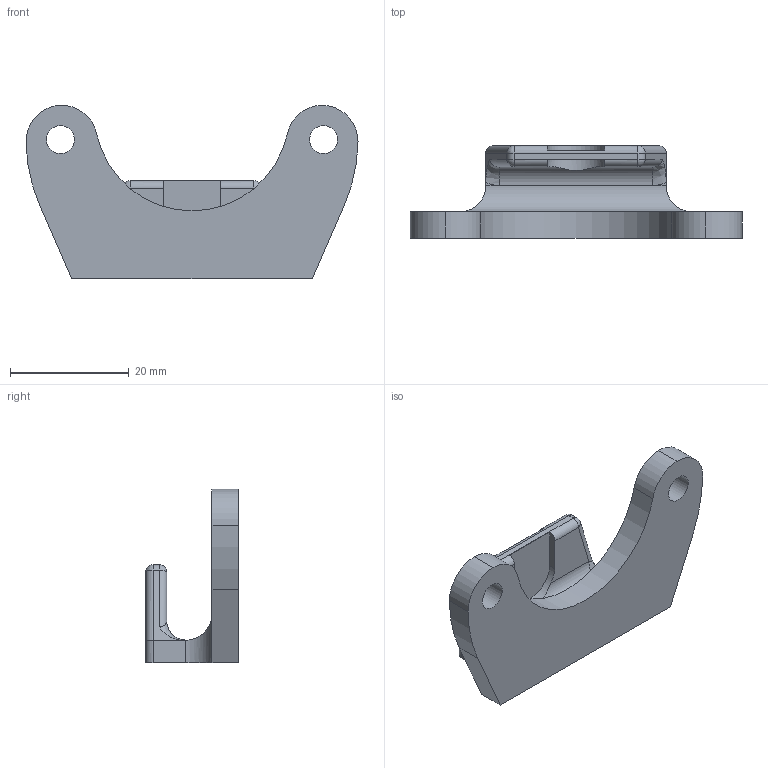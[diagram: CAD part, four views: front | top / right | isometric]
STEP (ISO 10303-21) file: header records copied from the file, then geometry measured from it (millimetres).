
FILE_DESCRIPTION(/* description */ (''),/* implementation_level */ '2;1');
FILE_NAME(/* name */ 'cameramount_new.stp',/* time_stamp */ '2016-10-08T20:33:48-07:00',/* author */ ('Troy'),/* organization */ (''),/* preprocessor_version */ 'ST-DEVELOPER v16.5',/* originating_system */ 'Autodesk Inventor 2017',/* authorisation */ '');
FILE_SCHEMA (('AUTOMOTIVE_DESIGN { 1 0 10303 214 3 1 1 }'));
Length unit declared in the file: inch
Products named in the file (1): cameramount
Bounding box: 55.88 x 15.62 x 29.21 mm (x, y, z)
Volume: 6778.2 mm3; surface area: 4205.3 mm2
Topology: 1 solids, 1 shells, 52 faces, 130 edges, 80 vertices
Faces by surface type: cylinder 25, plane 21, sphere 4, bspline 2
Full cylindrical faces by diameter (mm): 4.699 x2
Entity records: 1637 total; most frequent: CARTESIAN_POINT 347, DIRECTION 278, ORIENTED_EDGE 252, EDGE_CURVE 126, AXIS2_PLACEMENT_3D 104, VERTEX_POINT 78, LINE 70, VECTOR 70
